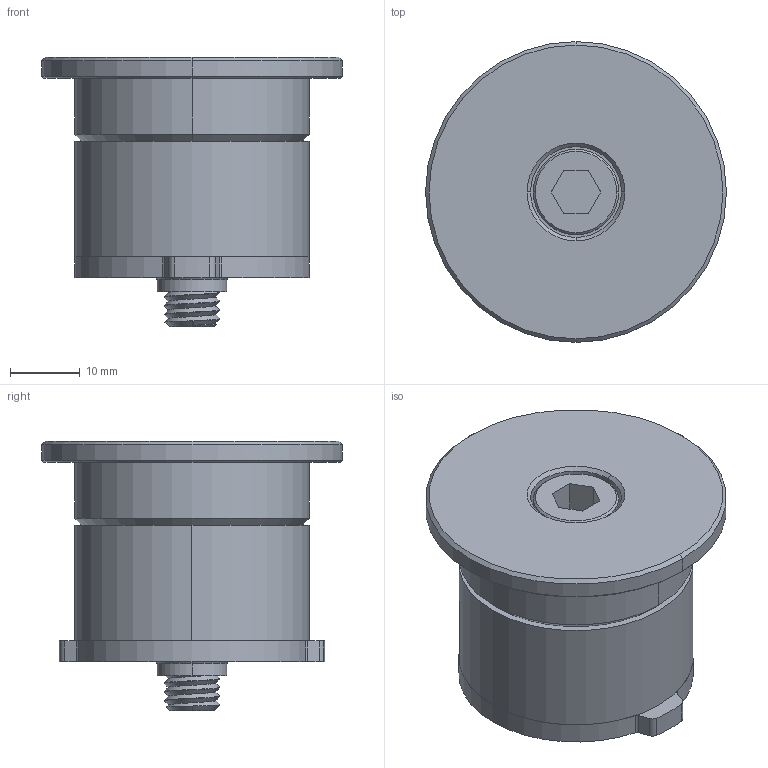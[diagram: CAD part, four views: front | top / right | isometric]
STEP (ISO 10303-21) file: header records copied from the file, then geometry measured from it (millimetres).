
FILE_DESCRIPTION (( 'STEP AP214' ), '1' );
FILE_NAME ('B415 Òîðöåâàÿ âñòàâêà ðåçüáîâàÿ äëÿ òðóáíîãî ïðîôèëÿ Ô43.STEP', '2024-01-17T13:32:37', ( '' ), ( '' ), 'SwSTEP 2.0', 'SolidWorks 2022', '' );
FILE_SCHEMA (( 'AUTOMOTIVE_DESIGN' ));
Length unit declared in the file: millimetre
Products named in the file (1): B415 Торцевая вставка резьбовая для трубного профиля Ф43
Bounding box: 43 x 43 x 38.5 mm (x, y, z)
Volume: 29314.3 mm3; surface area: 12116.5 mm2
Topology: 4 solids, 4 shells, 151 faces, 373 edges, 235 vertices
Faces by surface type: cylinder 81, cone 27, plane 23, bspline 18, torus 2
Entity records: 11614 total; most frequent: CARTESIAN_POINT 6557, ORIENTED_EDGE 746, DIRECTION 599, EDGE_CURVE 373, VERTEX_POINT 235, AXIS2_PLACEMENT_3D 232, EDGE_LOOP 162, UNCERTAINTY_MEASURE_WITH_UNIT 157
